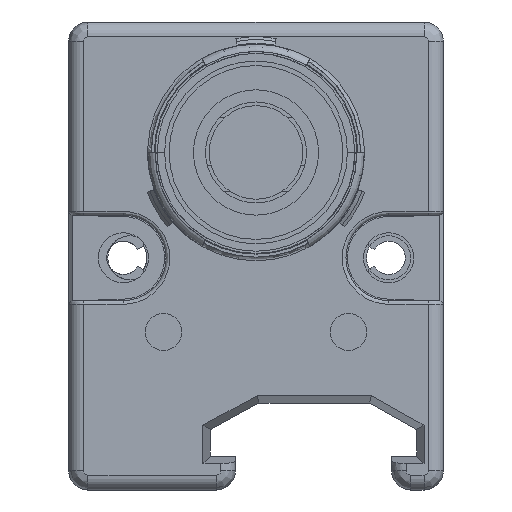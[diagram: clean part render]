
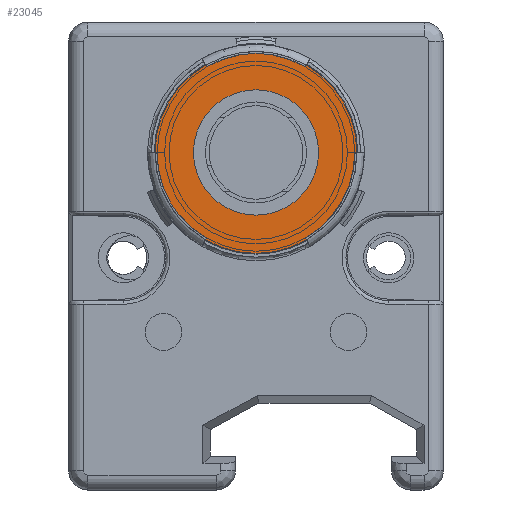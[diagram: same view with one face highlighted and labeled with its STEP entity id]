
A CAD part, front view. The second image highlights one B-rep face of the part: STEP entity #23045.
In plain terms, the highlighted planar face has unit normal (0, -1, 0).
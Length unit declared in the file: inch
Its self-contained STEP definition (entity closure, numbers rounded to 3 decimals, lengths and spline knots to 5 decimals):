
#7131=DIRECTION('',(-1.,0.,0.001));
#7132=VECTOR('',#7131,0.00492);
#7133=CARTESIAN_POINT('',(-0.26476,-0.98425,
0.90172));
#7134=LINE('',#7133,#7132);
#7135=CARTESIAN_POINT('',(0.,-0.98425,0.90157));
#7136=DIRECTION('',(0.,-1.,0.));
#7137=DIRECTION('',(-0.5,0.,0.866));
#7138=AXIS2_PLACEMENT_3D('',#7135,#7136,#7137);
#7140=DIRECTION('',(-0.501,0.,0.866));
#7141=VECTOR('',#7140,0.00492);
#7142=CARTESIAN_POINT('',(-0.13238,-0.98425,
1.13087));
#7143=LINE('',#7142,#7141);
#7144=DIRECTION('',(0.499,0.,0.866));
#7145=VECTOR('',#7144,0.00492);
#7146=CARTESIAN_POINT('',(0.13238,-0.98425,
1.13087));
#7147=LINE('',#7146,#7145);
#7148=CARTESIAN_POINT('',(0.,-0.98425,0.90157));
#7149=DIRECTION('',(0.,-1.,0.));
#7150=DIRECTION('',(1.,0.,0.));
#7151=AXIS2_PLACEMENT_3D('',#7148,#7149,#7150);
#7153=DIRECTION('',(1.,0.,0.));
#7154=VECTOR('',#7153,0.00492);
#7155=CARTESIAN_POINT('',(0.26476,-0.98425,
0.90157));
#7156=LINE('',#7155,#7154);
#7157=DIRECTION('',(0.501,0.,-0.866));
#7158=VECTOR('',#7157,0.00492);
#7159=CARTESIAN_POINT('',(0.13238,-0.98425,
0.67228));
#7160=LINE('',#7159,#7158);
#7161=CARTESIAN_POINT('',(0.,-0.98425,0.90157));
#7162=DIRECTION('',(0.,-1.,0.));
#7163=DIRECTION('',(-0.5,0.,-0.866));
#7164=AXIS2_PLACEMENT_3D('',#7161,#7162,#7163);
#7166=DIRECTION('',(-0.501,0.,-0.866));
#7167=VECTOR('',#7166,0.00492);
#7168=CARTESIAN_POINT('',(-0.13238,-0.98425,
0.67228));
#7169=LINE('',#7168,#7167);
#7170=CARTESIAN_POINT('',(0.,-0.98425,0.90157));
#7171=DIRECTION('',(0.,-1.,0.));
#7172=DIRECTION('',(-0.866,0.,0.5));
#7173=AXIS2_PLACEMENT_3D('',#7170,#7171,#7172);
#7175=CARTESIAN_POINT('',(0.,-0.98425,0.90157));
#7176=DIRECTION('',(0.,-1.,0.));
#7177=DIRECTION('',(0.866,0.,-0.5));
#7178=AXIS2_PLACEMENT_3D('',#7175,#7176,#7177);
#7180=CARTESIAN_POINT('',(0.,-0.98425,0.90157));
#7181=DIRECTION('',(0.,-1.,0.));
#7182=DIRECTION('',(-1.,0.,0.001));
#7183=AXIS2_PLACEMENT_3D('',#7180,#7181,#7182);
#7584=CARTESIAN_POINT('',(0.,-0.98425,0.90157));
#7585=DIRECTION('',(0.,-1.,0.));
#7586=DIRECTION('',(0.5,0.,0.866));
#7587=AXIS2_PLACEMENT_3D('',#7584,#7585,#7586);
#8022=CARTESIAN_POINT('',(0.,-0.98425,0.90157));
#8023=DIRECTION('',(0.,-1.,0.));
#8024=DIRECTION('',(0.5,0.,-0.866));
#8025=AXIS2_PLACEMENT_3D('',#8022,#8023,#8024);
#13503=CARTESIAN_POINT('',(0.13484,-0.98425,
1.13513));
#13505=VERTEX_POINT('',#13503);
#13507=CARTESIAN_POINT('',(0.13238,-0.98425,
0.67228));
#13508=CARTESIAN_POINT('',(0.13484,-0.98425,
0.66802));
#13509=VERTEX_POINT('',#13507);
#13510=VERTEX_POINT('',#13508);
#13515=CARTESIAN_POINT('',(0.26476,-0.98425,
0.90157));
#13516=CARTESIAN_POINT('',(0.26968,-0.98425,
0.90157));
#13517=VERTEX_POINT('',#13515);
#13518=VERTEX_POINT('',#13516);
#13531=CARTESIAN_POINT('',(-0.13484,-0.98425,
0.66802));
#13532=VERTEX_POINT('',#13531);
#13543=CARTESIAN_POINT('',(0.13238,-0.98425,
1.13087));
#13544=VERTEX_POINT('',#13543);
#13547=CARTESIAN_POINT('',(-0.13238,-0.98425,
1.13087));
#13548=CARTESIAN_POINT('',(-0.13484,-0.98425,
1.13513));
#13549=VERTEX_POINT('',#13547);
#13550=VERTEX_POINT('',#13548);
#13579=CARTESIAN_POINT('',(-0.14491,-0.98425,
0.98524));
#13580=CARTESIAN_POINT('',(0.14491,-0.98425,
0.81791));
#13581=VERTEX_POINT('',#13579);
#13582=VERTEX_POINT('',#13580);
#13595=CARTESIAN_POINT('',(-0.26476,-0.98425,
0.90172));
#13596=CARTESIAN_POINT('',(-0.26968,-0.98425,
0.90172));
#13597=VERTEX_POINT('',#13595);
#13598=VERTEX_POINT('',#13596);
#13603=CARTESIAN_POINT('',(-0.13238,-0.98425,
0.67228));
#13604=VERTEX_POINT('',#13603);
#23009=CARTESIAN_POINT('',(0.,-0.98425,0.90157));
#23010=DIRECTION('',(0.,-1.,0.));
#23011=DIRECTION('',(-0.5,0.,-0.866));
#23012=AXIS2_PLACEMENT_3D('',#23009,#23010,#23011);
#23013=PLANE('',#23012);
#23015=ORIENTED_EDGE('',*,*,#23014,.F.);
#23017=ORIENTED_EDGE('',*,*,#23016,.T.);
#23019=ORIENTED_EDGE('',*,*,#23018,.F.);
#23021=ORIENTED_EDGE('',*,*,#23020,.F.);
#23023=ORIENTED_EDGE('',*,*,#23022,.F.);
#23025=ORIENTED_EDGE('',*,*,#23024,.T.);
#23027=ORIENTED_EDGE('',*,*,#23026,.F.);
#23029=ORIENTED_EDGE('',*,*,#23028,.F.);
#23031=ORIENTED_EDGE('',*,*,#23030,.F.);
#23032=ORIENTED_EDGE('',*,*,#22999,.T.);
#23034=ORIENTED_EDGE('',*,*,#23033,.F.);
#23036=ORIENTED_EDGE('',*,*,#23035,.F.);
#23037=EDGE_LOOP('',(#23015,#23017,#23019,#23021,#23023,#23025,#23027,#23029,
#23031,#23032,#23034,#23036));
#23038=FACE_OUTER_BOUND('',#23037,.F.);
#23040=ORIENTED_EDGE('',*,*,#23039,.T.);
#23042=ORIENTED_EDGE('',*,*,#23041,.T.);
#23043=EDGE_LOOP('',(#23040,#23042));
#23044=FACE_BOUND('',#23043,.F.);
#23045=ADVANCED_FACE('',(#23038,#23044),#23013,.T.);
#7139=CIRCLE('',#7138,0.26969);
#7152=CIRCLE('',#7151,0.26969);
#7165=CIRCLE('',#7164,0.26969);
#7174=CIRCLE('',#7173,0.16732);
#7179=CIRCLE('',#7178,0.16732);
#7184=CIRCLE('',#7183,0.26476);
#7588=CIRCLE('',#7587,0.26476);
#8026=CIRCLE('',#8025,0.26476);
#22999=EDGE_CURVE('',#13509,#13510,#7160,.T.);
#23014=EDGE_CURVE('',#13597,#13604,#7184,.T.);
#23016=EDGE_CURVE('',#13597,#13598,#7134,.T.);
#23018=EDGE_CURVE('',#13550,#13598,#7139,.T.);
#23020=EDGE_CURVE('',#13549,#13550,#7143,.T.);
#23022=EDGE_CURVE('',#13544,#13549,#7588,.T.);
#23024=EDGE_CURVE('',#13544,#13505,#7147,.T.);
#23026=EDGE_CURVE('',#13518,#13505,#7152,.T.);
#23028=EDGE_CURVE('',#13517,#13518,#7156,.T.);
#23030=EDGE_CURVE('',#13509,#13517,#8026,.T.);
#23033=EDGE_CURVE('',#13532,#13510,#7165,.T.);
#23035=EDGE_CURVE('',#13604,#13532,#7169,.T.);
#23039=EDGE_CURVE('',#13581,#13582,#7174,.T.);
#23041=EDGE_CURVE('',#13582,#13581,#7179,.T.);
